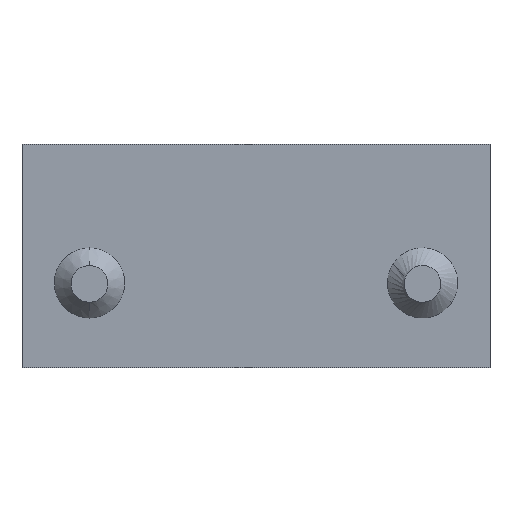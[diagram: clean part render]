
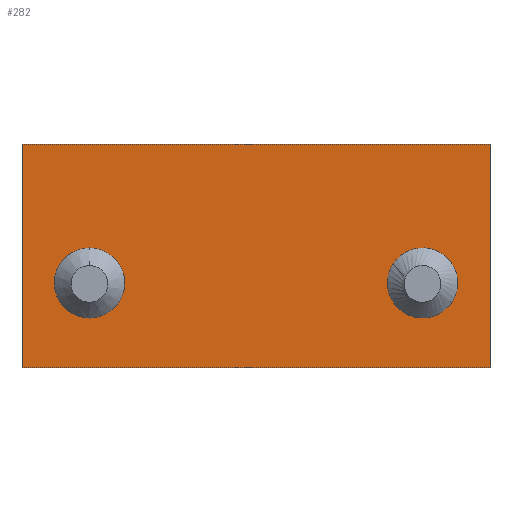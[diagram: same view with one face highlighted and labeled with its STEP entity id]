
A CAD part, left-side view. The second image highlights one B-rep face of the part: STEP entity #282.
In plain terms, the highlighted planar face has unit normal (-0.999, 0, -0.052).
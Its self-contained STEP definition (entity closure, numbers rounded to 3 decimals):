
#3 = LINE ( 'NONE', #29, #196 ) ;
#10 = DIRECTION ( 'NONE',  ( -0.052, 0., 0.999 ) ) ;
#13 = ORIENTED_EDGE ( 'NONE', *, *, #256, .F. ) ;
#18 = CIRCLE ( 'NONE', #60, 6.3 ) ;
#19 = CARTESIAN_POINT ( 'NONE',  ( -3.365, 29.896, -11.115 ) ) ;
#24 = DIRECTION ( 'NONE',  ( -0.999, 0., -0.052 ) ) ;
#26 = AXIS2_PLACEMENT_3D ( 'NONE', #27, #32, #173 ) ;
#27 = CARTESIAN_POINT ( 'NONE',  ( -3.694, 29.896, -4.823 ) ) ;
#29 = CARTESIAN_POINT ( 'NONE',  ( -5., 42., 20.092 ) ) ;
#32 = DIRECTION ( 'NONE',  ( -0.999, 0., -0.052 ) ) ;
#34 = VERTEX_POINT ( 'NONE', #186 ) ;
#40 = CARTESIAN_POINT ( 'NONE',  ( -2.896, 42., -20.058 ) ) ;
#43 = ORIENTED_EDGE ( 'NONE', *, *, #272, .F. ) ;
#44 = CIRCLE ( 'NONE', #26, 6.3 ) ;
#49 = DIRECTION ( 'NONE',  ( -0.052, 0., 0.999 ) ) ;
#50 = DIRECTION ( 'NONE',  ( -0.052, 0., 0.999 ) ) ;
#52 = EDGE_CURVE ( 'NONE', #294, #343, #317, .T. ) ;
#55 = DIRECTION ( 'NONE',  ( -0.052, 0., 0.999 ) ) ;
#56 = CARTESIAN_POINT ( 'NONE',  ( -5., 42., 20.092 ) ) ;
#59 = CARTESIAN_POINT ( 'NONE',  ( -5., 42., 20.092 ) ) ;
#60 = AXIS2_PLACEMENT_3D ( 'NONE', #167, #333, #49 ) ;
#67 = VERTEX_POINT ( 'NONE', #153 ) ;
#73 = AXIS2_PLACEMENT_3D ( 'NONE', #147, #336, #55 ) ;
#76 = VECTOR ( 'NONE', #274, 1000. ) ;
#77 = EDGE_CURVE ( 'NONE', #294, #229, #237, .T. ) ;
#87 = FACE_OUTER_BOUND ( 'NONE', #90, .T. ) ;
#89 = CIRCLE ( 'NONE', #232, 6.3 ) ;
#90 = EDGE_LOOP ( 'NONE', ( #262, #209, #313, #350 ) ) ;
#109 = CARTESIAN_POINT ( 'NONE',  ( -5., -42., 20.092 ) ) ;
#119 = DIRECTION ( 'NONE',  ( 0.999, 0., 0.052 ) ) ;
#121 = AXIS2_PLACEMENT_3D ( 'NONE', #59, #119, #258 ) ;
#131 = EDGE_LOOP ( 'NONE', ( #182, #351 ) ) ;
#135 = CARTESIAN_POINT ( 'NONE',  ( -5., 42., 20.092 ) ) ;
#137 = CARTESIAN_POINT ( 'NONE',  ( -3.694, -29.896, -4.823 ) ) ;
#142 = DIRECTION ( 'NONE',  ( -0.052, 0., 0.999 ) ) ;
#147 = CARTESIAN_POINT ( 'NONE',  ( -3.694, -29.896, -4.823 ) ) ;
#153 = CARTESIAN_POINT ( 'NONE',  ( -3.514, -35.176, -8.254 ) ) ;
#155 = EDGE_CURVE ( 'NONE', #261, #195, #18, .T. ) ;
#167 = CARTESIAN_POINT ( 'NONE',  ( -3.694, 29.896, -4.823 ) ) ;
#173 = DIRECTION ( 'NONE',  ( -0.052, 0., 0.999 ) ) ;
#176 = VECTOR ( 'NONE', #10, 1000. ) ;
#182 = ORIENTED_EDGE ( 'NONE', *, *, #299, .F. ) ;
#186 = CARTESIAN_POINT ( 'NONE',  ( -3.874, -24.615, -1.393 ) ) ;
#195 = VERTEX_POINT ( 'NONE', #19 ) ;
#196 = VECTOR ( 'NONE', #365, 1000. ) ;
#198 = FACE_BOUND ( 'NONE', #323, .T. ) ;
#209 = ORIENTED_EDGE ( 'NONE', *, *, #308, .F. ) ;
#218 = CARTESIAN_POINT ( 'NONE',  ( -2.896, -42., -20.058 ) ) ;
#227 = CARTESIAN_POINT ( 'NONE',  ( -4.024, 29.896, 1.468 ) ) ;
#229 = VERTEX_POINT ( 'NONE', #218 ) ;
#232 = AXIS2_PLACEMENT_3D ( 'NONE', #137, #24, #142 ) ;
#237 = LINE ( 'NONE', #40, #76 ) ;
#238 = VERTEX_POINT ( 'NONE', #109 ) ;
#245 = EDGE_CURVE ( 'NONE', #229, #238, #277, .T. ) ;
#254 = CARTESIAN_POINT ( 'NONE',  ( -2.896, 42., -20.058 ) ) ;
#256 = EDGE_CURVE ( 'NONE', #34, #67, #89, .T. ) ;
#258 = DIRECTION ( 'NONE',  ( 0.052, 0., -0.999 ) ) ;
#261 = VERTEX_POINT ( 'NONE', #227 ) ;
#262 = ORIENTED_EDGE ( 'NONE', *, *, #245, .T. ) ;
#272 = EDGE_CURVE ( 'NONE', #67, #34, #355, .T. ) ;
#274 = DIRECTION ( 'NONE',  ( 0., -1., 0. ) ) ;
#277 = LINE ( 'NONE', #303, #297 ) ;
#282 = ADVANCED_FACE ( 'NONE', ( #363, #198, #87 ), #307, .F. ) ;
#294 = VERTEX_POINT ( 'NONE', #254 ) ;
#297 = VECTOR ( 'NONE', #50, 1000. ) ;
#299 = EDGE_CURVE ( 'NONE', #195, #261, #44, .T. ) ;
#303 = CARTESIAN_POINT ( 'NONE',  ( -5., -42., 20.092 ) ) ;
#307 = PLANE ( 'NONE',  #121 ) ;
#308 = EDGE_CURVE ( 'NONE', #343, #238, #3, .T. ) ;
#313 = ORIENTED_EDGE ( 'NONE', *, *, #52, .F. ) ;
#317 = LINE ( 'NONE', #135, #176 ) ;
#323 = EDGE_LOOP ( 'NONE', ( #13, #43 ) ) ;
#333 = DIRECTION ( 'NONE',  ( -0.999, 0., -0.052 ) ) ;
#336 = DIRECTION ( 'NONE',  ( -0.999, 0., -0.052 ) ) ;
#343 = VERTEX_POINT ( 'NONE', #56 ) ;
#350 = ORIENTED_EDGE ( 'NONE', *, *, #77, .T. ) ;
#351 = ORIENTED_EDGE ( 'NONE', *, *, #155, .F. ) ;
#355 = CIRCLE ( 'NONE', #73, 6.3 ) ;
#363 = FACE_BOUND ( 'NONE', #131, .T. ) ;
#365 = DIRECTION ( 'NONE',  ( 0., -1., 0. ) ) ;
